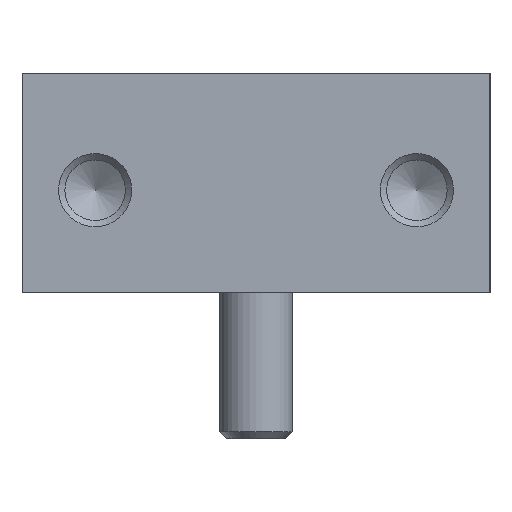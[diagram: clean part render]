
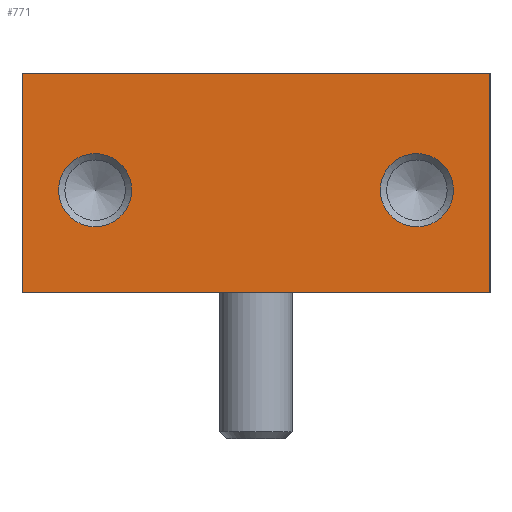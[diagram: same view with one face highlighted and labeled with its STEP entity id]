
A CAD part, left-side view. The second image highlights one B-rep face of the part: STEP entity #771.
In plain terms, the highlighted planar face has unit normal (-1, 0, 0).
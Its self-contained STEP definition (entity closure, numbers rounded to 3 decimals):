
#69=LINE('',#1208,#120);
#70=LINE('',#1211,#121);
#71=LINE('',#1213,#122);
#72=LINE('',#1215,#123);
#120=VECTOR('',#961,1000.);
#121=VECTOR('',#962,1000.);
#122=VECTOR('',#963,1000.);
#123=VECTOR('',#964,1000.);
#171=ORIENTED_EDGE('',*,*,#361,.T.);
#172=ORIENTED_EDGE('',*,*,#362,.T.);
#173=ORIENTED_EDGE('',*,*,#363,.F.);
#174=ORIENTED_EDGE('',*,*,#364,.F.);
#175=ORIENTED_EDGE('',*,*,#365,.T.);
#176=ORIENTED_EDGE('',*,*,#366,.T.);
#361=EDGE_CURVE('',#456,#456,#525,.T.);
#362=EDGE_CURVE('',#457,#457,#526,.T.);
#363=EDGE_CURVE('',#458,#459,#69,.T.);
#364=EDGE_CURVE('',#460,#458,#70,.T.);
#365=EDGE_CURVE('',#460,#461,#71,.T.);
#366=EDGE_CURVE('',#461,#459,#72,.T.);
#456=VERTEX_POINT('',#1205);
#457=VERTEX_POINT('',#1207);
#458=VERTEX_POINT('',#1209);
#459=VERTEX_POINT('',#1210);
#460=VERTEX_POINT('',#1212);
#461=VERTEX_POINT('',#1214);
#525=CIRCLE('',#856,2.5);
#526=CIRCLE('',#857,2.5);
#563=EDGE_LOOP('',(#171));
#564=EDGE_LOOP('',(#172));
#565=EDGE_LOOP('',(#173,#174,#175,#176));
#650=FACE_BOUND('',#563,.T.);
#651=FACE_BOUND('',#564,.T.);
#652=FACE_BOUND('',#565,.T.);
#740=PLANE('',#855);
#771=ADVANCED_FACE('',(#650,#651,#652),#740,.T.);
#855=AXIS2_PLACEMENT_3D('',#1203,#955,#956);
#856=AXIS2_PLACEMENT_3D('',#1204,#957,#958);
#857=AXIS2_PLACEMENT_3D('',#1206,#959,#960);
#955=DIRECTION('',(-1.,0.,0.));
#956=DIRECTION('',(0.,0.,1.));
#957=DIRECTION('',(1.,0.,0.));
#958=DIRECTION('',(0.,0.,-1.));
#959=DIRECTION('',(1.,0.,0.));
#960=DIRECTION('',(0.,0.,-1.));
#961=DIRECTION('',(0.,0.,1.));
#962=DIRECTION('',(0.,1.,0.));
#963=DIRECTION('',(0.,0.,1.));
#964=DIRECTION('',(0.,1.,0.));
#1203=CARTESIAN_POINT('',(-33.5,0.,-16.));
#1204=CARTESIAN_POINT('',(-33.5,7.,11.));
#1205=CARTESIAN_POINT('',(-33.5,7.,8.5));
#1206=CARTESIAN_POINT('',(-33.5,7.,-11.));
#1207=CARTESIAN_POINT('',(-33.5,7.,-13.5));
#1208=CARTESIAN_POINT('',(-33.5,15.,-16.));
#1209=CARTESIAN_POINT('',(-33.5,15.,-16.));
#1210=CARTESIAN_POINT('',(-33.5,15.,16.));
#1211=CARTESIAN_POINT('',(-33.5,0.,-16.));
#1212=CARTESIAN_POINT('',(-33.5,0.,-16.));
#1213=CARTESIAN_POINT('',(-33.5,0.,-16.));
#1214=CARTESIAN_POINT('',(-33.5,0.,16.));
#1215=CARTESIAN_POINT('',(-33.5,0.,16.));
